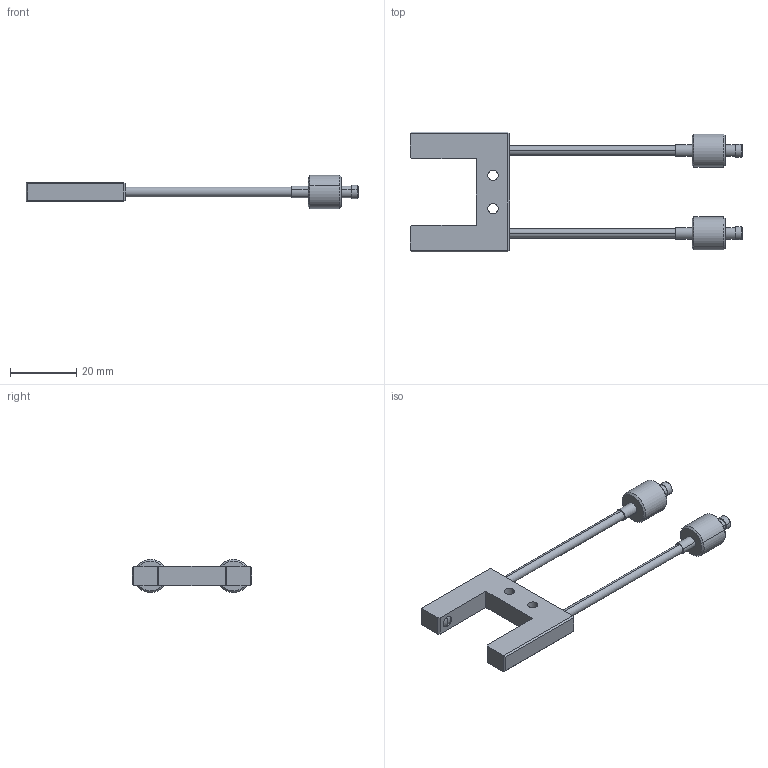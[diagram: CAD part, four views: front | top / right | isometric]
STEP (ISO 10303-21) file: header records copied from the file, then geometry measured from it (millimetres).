
FILE_DESCRIPTION (( 'STEP AP214' ), '1' );
FILE_NAME ('GPF-VS10-250-2.0.STEP', '2017-11-17T12:15:06', ( '' ), ( '' ), 'SwSTEP 2.0', 'SolidWorks 2018', '' );
FILE_SCHEMA (( 'AUTOMOTIVE_DESIGN' ));
Length unit declared in the file: millimetre
Products named in the file (4): GPF-VS10-250-2.0; GPF-VS10-250-2.0_HEAD2; GPF-VS10-250-2.0_HEAD; GPF-VS10-250-2.0_FIBER
Assembly tree (5 placements, depth 2):
  GPF-VS10-250-2.0
    GPF-VS10-250-2.0_HEAD
    GPF-VS10-250-2.0_FIBER  x2
    GPF-VS10-250-2.0_HEAD2  x2
Bounding box: 100 x 36 x 9.99 mm (x, y, z)
Volume: 6377.9 mm3; surface area: 4502 mm2
Topology: 5 solids, 5 shells, 90 faces, 184 edges, 110 vertices
Faces by surface type: plane 42, cylinder 32, cone 12, bspline 4
Entity records: 1936 total; most frequent: CARTESIAN_POINT 356, DIRECTION 310, ORIENTED_EDGE 264, EDGE_CURVE 132, AXIS2_PLACEMENT_3D 114, LINE 82, VECTOR 82, VERTEX_POINT 80
